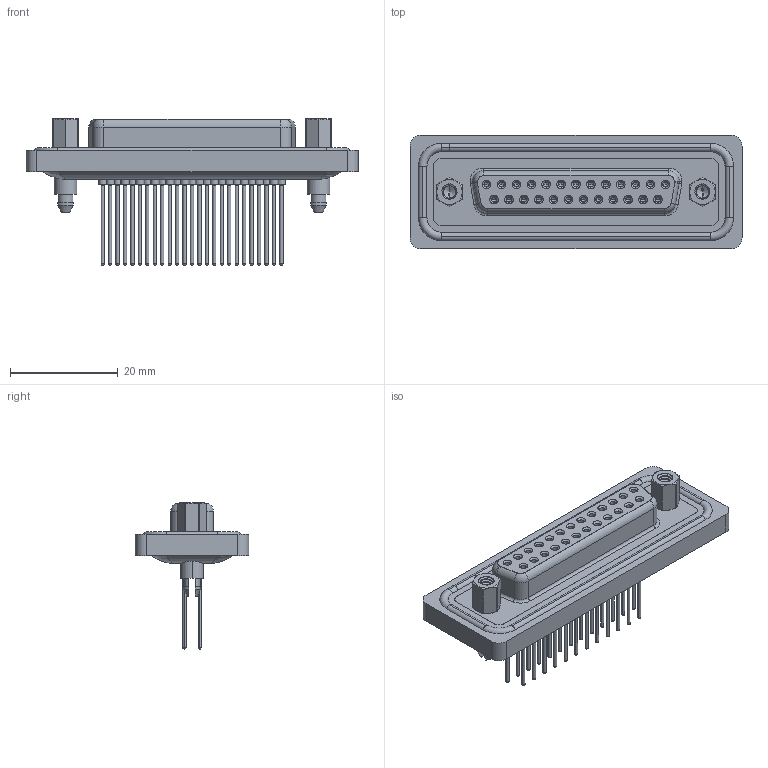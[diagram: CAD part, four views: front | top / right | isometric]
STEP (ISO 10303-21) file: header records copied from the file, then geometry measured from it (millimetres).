
FILE_DESCRIPTION (( 'STEP AP203' ), '1' );
FILE_NAME ('628-W25-221-013.STEP', '2020-09-11T23:30:33', ( '' ), ( '' ), 'SwSTEP 2.0', 'SolidWorks 2020', '' );
FILE_SCHEMA (( 'CONFIG_CONTROL_DESIGN' ));
Length unit declared in the file: millimetre
Products named in the file (8): 628W Contact Row 1_21; 628W 4-40 Hex Standoff; 628W 4-40 Threaded Boardlock; 628-W25-221-013; 628W Waterproof Housing_25 Contacts BL; 628W Contact Row 2_21; 628W Housing_25 Contacts; 628W Shell Front_25 Contacts
Assembly tree (32 placements, depth 2):
  628-W25-221-013
    628W Housing_25 Contacts
    628W Shell Front_25 Contacts
    628W Contact Row 1_21  x13
    628W Contact Row 2_21  x12
    628W 4-40 Threaded Boardlock  x2
    628W Waterproof Housing_25 Contacts BL
    628W 4-40 Hex Standoff  x2
Bounding box: 61.74 x 21.1 x 27.2 mm (x, y, z)
Volume: 7520.9 mm3; surface area: 13699.6 mm2
Topology: 33 solids, 33 shells, 1894 faces, 4524 edges, 2807 vertices
Faces by surface type: cylinder 773, plane 490, torus 400, cone 209, bspline 22
Entity records: 30128 total; most frequent: CARTESIAN_POINT 9112, DIRECTION 4377, ORIENTED_EDGE 3874, EDGE_CURVE 1937, AXIS2_PLACEMENT_3D 1829, VERTEX_POINT 1242, EDGE_LOOP 1015, CIRCLE 1000
